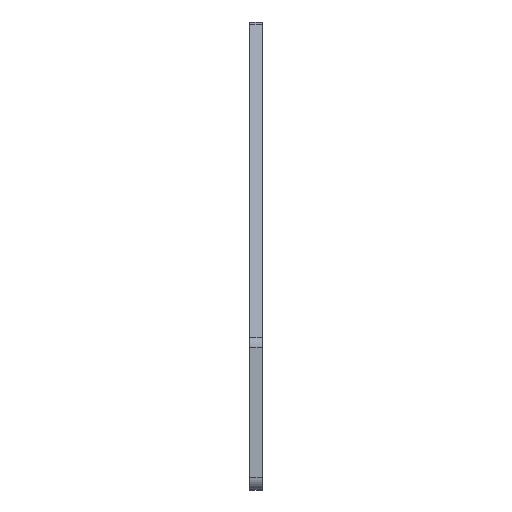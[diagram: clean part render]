
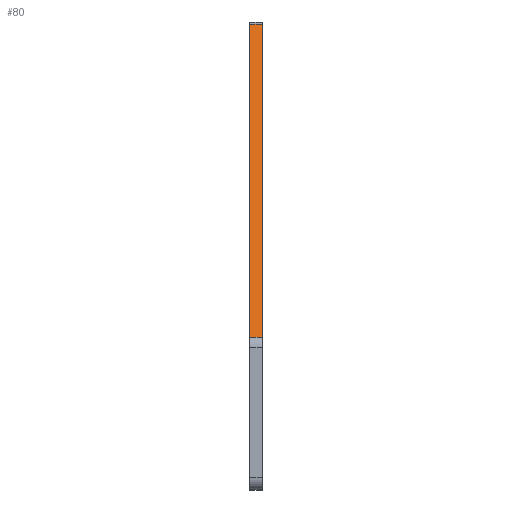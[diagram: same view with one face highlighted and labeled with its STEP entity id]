
A CAD part, left-side view. The second image highlights one B-rep face of the part: STEP entity #80.
In plain terms, the highlighted planar face has unit normal (-0.555, 0, 0.832).
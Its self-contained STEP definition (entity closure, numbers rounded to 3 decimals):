
#45 = PLANE ( 'NONE',  #573 ) ;
#80 = ADVANCED_FACE ( 'NONE', ( #912 ), #45, .T. ) ;
#91 = ORIENTED_EDGE ( 'NONE', *, *, #314, .F. ) ;
#104 = ORIENTED_EDGE ( 'NONE', *, *, #953, .F. ) ;
#123 = CARTESIAN_POINT ( 'NONE',  ( -20.15, 3., 97.496 ) ) ;
#314 = EDGE_CURVE ( 'NONE', #1068, #1017, #893, .T. ) ;
#317 = LINE ( 'NONE', #862, #739 ) ;
#339 = VECTOR ( 'NONE', #590, 1000. ) ;
#354 = DIRECTION ( 'NONE',  ( 0., -1., 0. ) ) ;
#369 = CARTESIAN_POINT ( 'NONE',  ( -19.394, 0., 98. ) ) ;
#374 = CARTESIAN_POINT ( 'NONE',  ( -136.664, 3., 19.82 ) ) ;
#395 = VERTEX_POINT ( 'NONE', #500 ) ;
#427 = VECTOR ( 'NONE', #354, 1000. ) ;
#500 = CARTESIAN_POINT ( 'NONE',  ( -136.664, 0., 19.82 ) ) ;
#503 = CARTESIAN_POINT ( 'NONE',  ( -19.394, 0., 98. ) ) ;
#525 = DIRECTION ( 'NONE',  ( -0.832, 0., -0.555 ) ) ;
#536 = EDGE_LOOP ( 'NONE', ( #698, #541, #104, #91 ) ) ;
#541 = ORIENTED_EDGE ( 'NONE', *, *, #908, .F. ) ;
#573 = AXIS2_PLACEMENT_3D ( 'NONE', #369, #722, #683 ) ;
#590 = DIRECTION ( 'NONE',  ( -0.832, 0., -0.555 ) ) ;
#595 = LINE ( 'NONE', #503, #339 ) ;
#683 = DIRECTION ( 'NONE',  ( -0.832, 0., -0.555 ) ) ;
#698 = ORIENTED_EDGE ( 'NONE', *, *, #1133, .T. ) ;
#722 = DIRECTION ( 'NONE',  ( -0.555, 0., 0.832 ) ) ;
#738 = LINE ( 'NONE', #749, #1051 ) ;
#739 = VECTOR ( 'NONE', #859, 1000. ) ;
#749 = CARTESIAN_POINT ( 'NONE',  ( -19.394, 3., 98. ) ) ;
#817 = CARTESIAN_POINT ( 'NONE',  ( -20.15, 0., 97.496 ) ) ;
#859 = DIRECTION ( 'NONE',  ( 0., 1., 0. ) ) ;
#862 = CARTESIAN_POINT ( 'NONE',  ( -136.664, 0., 19.82 ) ) ;
#893 = LINE ( 'NONE', #817, #427 ) ;
#908 = EDGE_CURVE ( 'NONE', #395, #1064, #317, .T. ) ;
#912 = FACE_OUTER_BOUND ( 'NONE', #536, .T. ) ;
#953 = EDGE_CURVE ( 'NONE', #1017, #395, #595, .T. ) ;
#1017 = VERTEX_POINT ( 'NONE', #1028 ) ;
#1028 = CARTESIAN_POINT ( 'NONE',  ( -20.15, 0., 97.496 ) ) ;
#1051 = VECTOR ( 'NONE', #525, 1000. ) ;
#1064 = VERTEX_POINT ( 'NONE', #374 ) ;
#1068 = VERTEX_POINT ( 'NONE', #123 ) ;
#1133 = EDGE_CURVE ( 'NONE', #1068, #1064, #738, .T. ) ;
